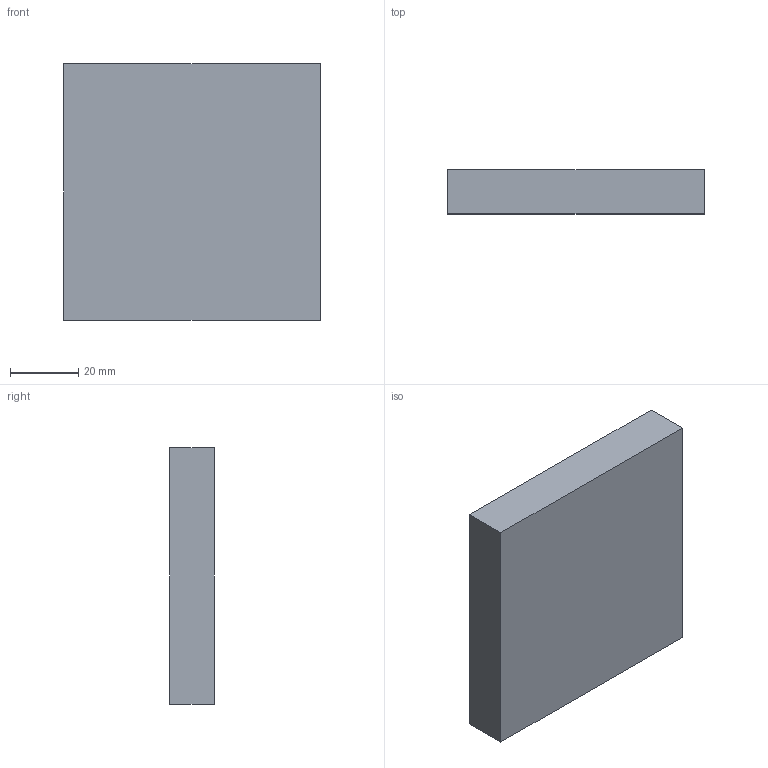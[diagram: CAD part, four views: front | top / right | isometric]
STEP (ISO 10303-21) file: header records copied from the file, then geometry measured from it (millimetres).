
FILE_DESCRIPTION(/* description */ (''),/* implementation_level */ '2;1');
FILE_NAME(/* name */ 'cam_lock_test_left.step',/* time_stamp */ '2024-09-01T22:59:55-07:00',/* author */ (''),/* organization */ (''),/* preprocessor_version */ 'ST-DEVELOPER v20',/* originating_system */ 'Autodesk Translation Framework v13.14.0.145',/* authorisation */ '');
FILE_SCHEMA (('AUTOMOTIVE_DESIGN { 1 0 10303 214 3 1 1 }'));
Length unit declared in the file: millimetre
Products named in the file (1): cam lock test
Bounding box: 75 x 12.9 x 75 mm (x, y, z)
Volume: 69057.4 mm3; surface area: 16528.6 mm2
Topology: 1 solids, 1 shells, 13 faces, 25 edges, 17 vertices
Faces by surface type: plane 9, cylinder 4
Full cylindrical faces by diameter (mm): 4.9 x2, 7.6 x1, 15 x1
Entity records: 401 total; most frequent: CARTESIAN_POINT 90, DIRECTION 58, ORIENTED_EDGE 50, EDGE_CURVE 25, AXIS2_PLACEMENT_3D 21, EDGE_LOOP 18, VERTEX_POINT 17, LINE 16
